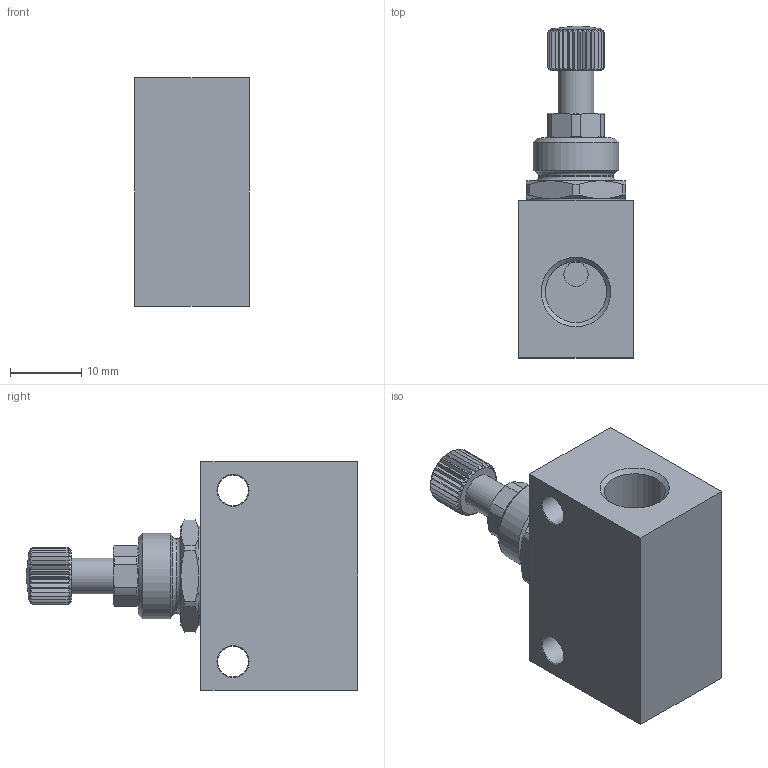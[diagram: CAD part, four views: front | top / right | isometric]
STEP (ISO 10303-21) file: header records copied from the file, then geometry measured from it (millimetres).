
FILE_DESCRIPTION(/* description */ ('STEP AP214'),/* implementation_level */ '2;1');
FILE_NAME(/* name */ '151215_GR-1_8-B',/* time_stamp */ '2024-08-24T09:32:43+02:00',/* author */ ('License CC BY-ND 4.0'),/* organization */ ('CADENAS'),/* preprocessor_version */ 'ST-DEVELOPER v19.3',/* originating_system */ 'PARTsolutions',/* authorisation */ ' ');
FILE_SCHEMA (('AUTOMOTIVE_DESIGN {1 0 10303 214 3 1 1}'));
Length unit declared in the file: millimetre
Products named in the file (1): 151215 GR-1/8-B---(0)
Bounding box: 16 x 46.5 x 32 mm (x, y, z)
Volume: 11237.2 mm3; surface area: 5003 mm2
Topology: 1 solids, 1 shells, 151 faces, 389 edges, 247 vertices
Faces by surface type: plane 91, cone 35, cylinder 22, torus 2, sphere 1
Full cylindrical faces by diameter (mm): 3.4 x2, 4.3 x2, 5 x1, 8.566 x2, 10.4 x1, 12 x1, 14 x1
Entity records: 4582 total; most frequent: CARTESIAN_POINT 1295, ORIENTED_EDGE 720, DIRECTION 562, EDGE_CURVE 360, VERTEX_POINT 243, AXIS2_PLACEMENT_3D 230, FACE_BOUND 187, EDGE_LOOP 186
